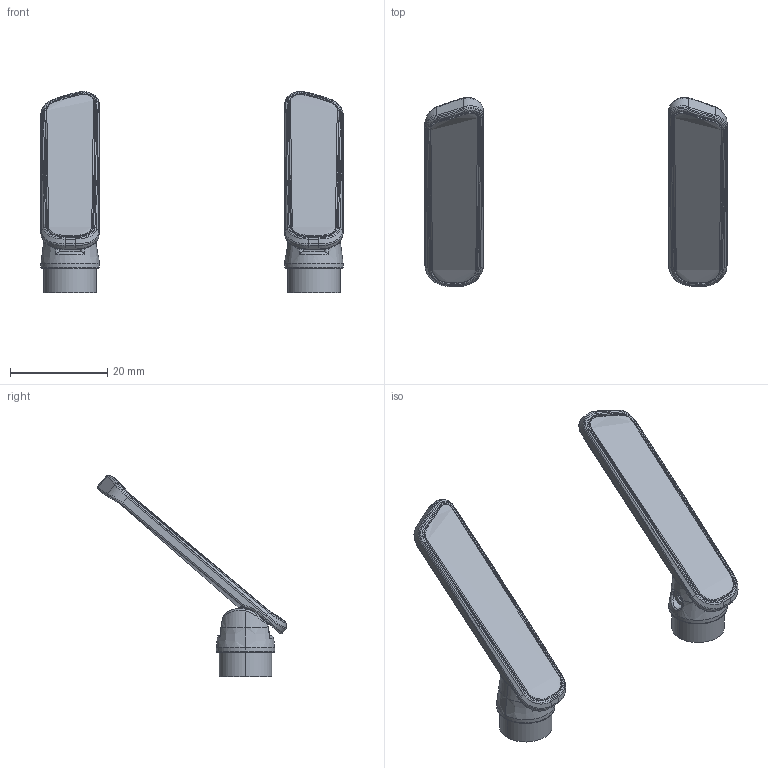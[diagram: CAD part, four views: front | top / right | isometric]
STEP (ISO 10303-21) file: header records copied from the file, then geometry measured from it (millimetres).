
FILE_DESCRIPTION(/* description */ (''),/* implementation_level */ '2;1');
FILE_NAME(/* name */ '折叠天线源文件',/* time_stamp */ '2023-09-10T14:58:01+08:00',/* author */ (''),/* organization */ (''),/* preprocessor_version */ 'ST-DEVELOPER v16.5',/* originating_system */ '',/* authorisation */ '');
FILE_SCHEMA (('AUTOMOTIVE_DESIGN'));
Length unit declared in the file: millimetre
Products named in the file (1): Document
Bounding box: 62 x 38.77 x 41.26 mm (x, y, z)
Volume: 2237.1 mm3; surface area: 7471.7 mm2
Topology: 4 solids, 7 shells, 368 faces, 874 edges, 508 vertices
Faces by surface type: bspline 368
Entity records: 36920 total; most frequent: CARTESIAN_POINT 26317, B_SPLINE_CURVE_WITH_KNOTS 1874, ORIENTED_EDGE 1734, PCURVE 1734, DEFINITIONAL_REPRESENTATION 1734, SURFACE_CURVE 870, EDGE_CURVE 870, VERTEX_POINT 508
